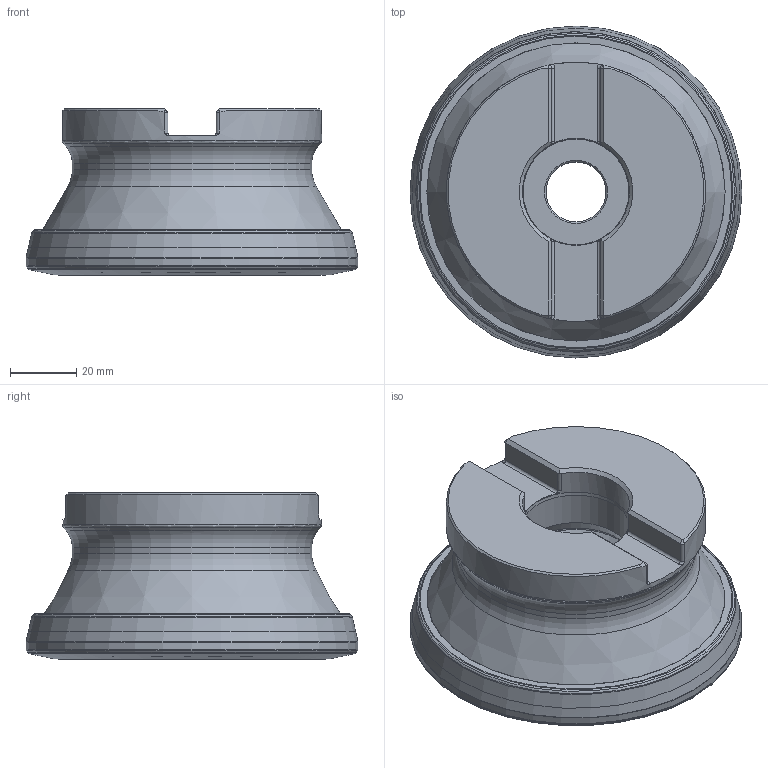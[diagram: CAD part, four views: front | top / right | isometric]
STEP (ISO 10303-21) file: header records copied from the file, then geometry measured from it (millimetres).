
FILE_DESCRIPTION(/* description */ (''),/* implementation_level */ '2;1');
FILE_NAME(/* name */ 'ax_step_export_TOP_PART.stp',/* time_stamp */ '2023-09-21T13:29:57+02:00',/* author */ (''),/* organization */ (''),/* preprocessor_version */ 'ST-DEVELOPER v16.7',/* originating_system */ 'SIEMENS PLM Software NX 12.0',/* authorisation */ '');
FILE_SCHEMA (('AUTOMOTIVE_DESIGN { 1 0 10303 214 3 1 1 1 }'));
Length unit declared in the file: millimetre
Products named in the file (4): CUT; NOCUT; ASSEMBLY_CONSTRUCTION; TOP_PART
Assembly tree (3 placements, depth 2):
  TOP_PART
    ASSEMBLY_CONSTRUCTION
    NOCUT
    CUT
Bounding box: 99.89 x 99.89 x 49.99 mm (x, y, z)
Volume: 239712.1 mm3; surface area: 42055.5 mm2
Topology: 2 solids, 2 shells, 115 faces, 332 edges, 249 vertices
Faces by surface type: revolution 32, cylinder 24, cone 20, torus 20, plane 19
Full cylindrical faces by diameter (mm): 18 x1, 32.008 x1, 32.2 x1, 45.1 x1, 72 x1, 78 x1
Entity records: 3782 total; most frequent: CARTESIAN_POINT 1117, DIRECTION 512, ORIENTED_EDGE 380, AXIS2_PLACEMENT_3D 214, EDGE_CURVE 190, EDGE_LOOP 180, VERTEX_POINT 140, FACE_BOUND 130
